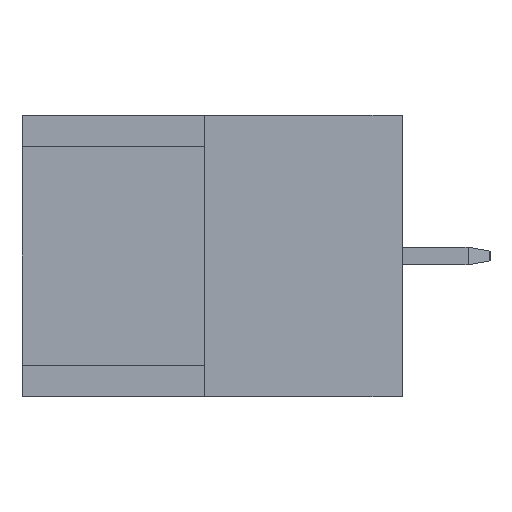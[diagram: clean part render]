
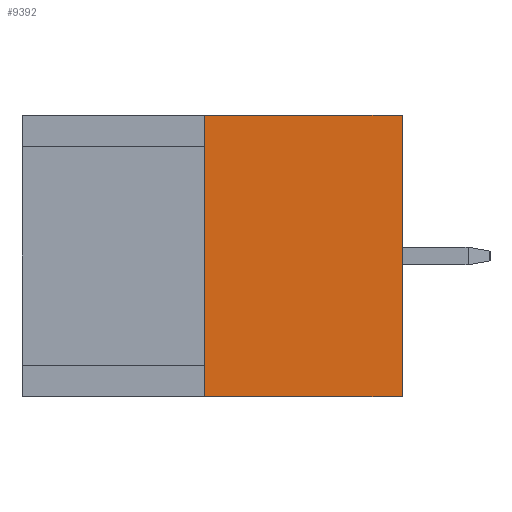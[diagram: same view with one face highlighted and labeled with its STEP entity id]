
A CAD part, left-side view. The second image highlights one B-rep face of the part: STEP entity #9392.
In plain terms, the highlighted planar face has unit normal (-1, 0, 0).
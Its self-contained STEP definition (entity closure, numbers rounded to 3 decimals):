
#464 = LINE ( 'NONE', #14414, #6921 ) ;
#554 = CARTESIAN_POINT ( 'NONE',  ( -35., 9., -6.4 ) ) ;
#1455 = CARTESIAN_POINT ( 'NONE',  ( -35., 2., -6.4 ) ) ;
#1531 = EDGE_LOOP ( 'NONE', ( #10303, #10148, #14665, #5225 ) ) ;
#1876 = VERTEX_POINT ( 'NONE', #10378 ) ;
#1933 = LINE ( 'NONE', #11423, #8021 ) ;
#2633 = EDGE_CURVE ( 'NONE', #1876, #10886, #464, .T. ) ;
#2664 = DIRECTION ( 'NONE',  ( 0., 0., -1. ) ) ;
#2905 = DIRECTION ( 'NONE',  ( 0., 0., 1. ) ) ;
#3841 = VECTOR ( 'NONE', #12751, 1000. ) ;
#4291 = EDGE_CURVE ( 'NONE', #1876, #13519, #7084, .T. ) ;
#5225 = ORIENTED_EDGE ( 'NONE', *, *, #13506, .T. ) ;
#6921 = VECTOR ( 'NONE', #14312, 1000. ) ;
#7084 = LINE ( 'NONE', #10272, #3841 ) ;
#7143 = CARTESIAN_POINT ( 'NONE',  ( -35., 0., -6.4 ) ) ;
#7405 = FACE_OUTER_BOUND ( 'NONE', #1531, .T. ) ;
#8021 = VECTOR ( 'NONE', #2905, 1000. ) ;
#8560 = EDGE_CURVE ( 'NONE', #14643, #13519, #1933, .T. ) ;
#9392 = ADVANCED_FACE ( 'NONE', ( #7405 ), #9930, .F. ) ;
#9930 = PLANE ( 'NONE',  #10858 ) ;
#9971 = DIRECTION ( 'NONE',  ( 1., 0., 0. ) ) ;
#9986 = CARTESIAN_POINT ( 'NONE',  ( -35., 2., -6.4 ) ) ;
#10035 = DIRECTION ( 'NONE',  ( 0., -1., 0. ) ) ;
#10148 = ORIENTED_EDGE ( 'NONE', *, *, #4291, .F. ) ;
#10272 = CARTESIAN_POINT ( 'NONE',  ( -35., 2., 6.4 ) ) ;
#10303 = ORIENTED_EDGE ( 'NONE', *, *, #8560, .T. ) ;
#10378 = CARTESIAN_POINT ( 'NONE',  ( -35., 9., 6.4 ) ) ;
#10498 = LINE ( 'NONE', #9986, #13737 ) ;
#10858 = AXIS2_PLACEMENT_3D ( 'NONE', #1455, #9971, #2664 ) ;
#10886 = VERTEX_POINT ( 'NONE', #554 ) ;
#11423 = CARTESIAN_POINT ( 'NONE',  ( -35., 0., -6.4 ) ) ;
#12553 = CARTESIAN_POINT ( 'NONE',  ( -35., 0., 6.4 ) ) ;
#12751 = DIRECTION ( 'NONE',  ( 0., -1., 0. ) ) ;
#13506 = EDGE_CURVE ( 'NONE', #10886, #14643, #10498, .T. ) ;
#13519 = VERTEX_POINT ( 'NONE', #12553 ) ;
#13737 = VECTOR ( 'NONE', #10035, 1000. ) ;
#14312 = DIRECTION ( 'NONE',  ( 0., 0., -1. ) ) ;
#14414 = CARTESIAN_POINT ( 'NONE',  ( -35., 9., -6.4 ) ) ;
#14643 = VERTEX_POINT ( 'NONE', #7143 ) ;
#14665 = ORIENTED_EDGE ( 'NONE', *, *, #2633, .T. ) ;
